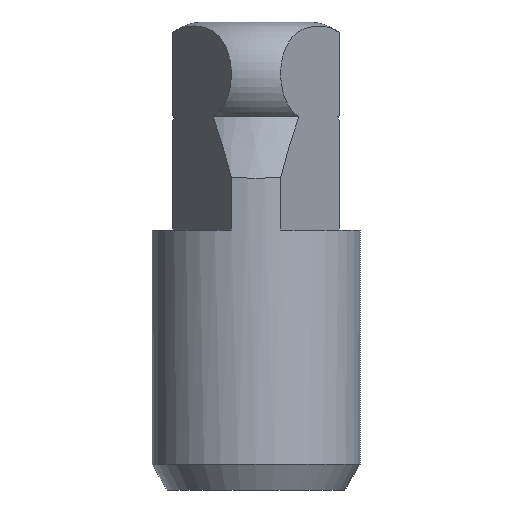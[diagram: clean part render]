
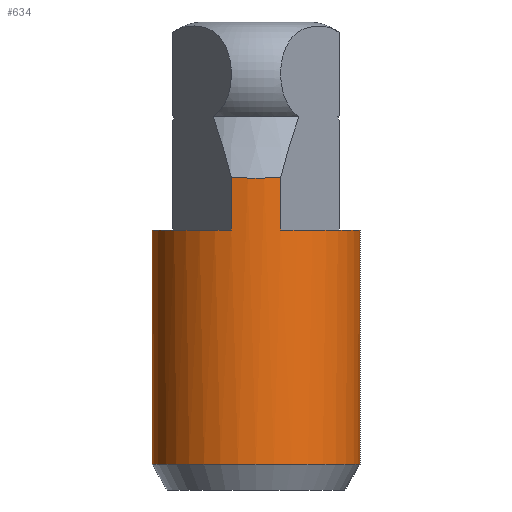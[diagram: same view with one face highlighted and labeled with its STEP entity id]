
A CAD part, left-side view. The second image highlights one B-rep face of the part: STEP entity #634.
In plain terms, the highlighted cylindrical face has radius 4 mm (diameter 8 mm), a partial arc.
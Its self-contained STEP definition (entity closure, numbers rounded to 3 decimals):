
#29 = ORIENTED_EDGE ( 'NONE', *, *, #396, .F. ) ;
#49 = CARTESIAN_POINT ( 'NONE',  ( -3.886, 0.95, 10. ) ) ;
#93 = CARTESIAN_POINT ( 'NONE',  ( -3.886, -0.95, 12. ) ) ;
#97 = VECTOR ( 'NONE', #302, 1000. ) ;
#101 = ORIENTED_EDGE ( 'NONE', *, *, #380, .T. ) ;
#108 = VERTEX_POINT ( 'NONE', #369 ) ;
#140 = DIRECTION ( 'NONE',  ( 0., 0., -1. ) ) ;
#150 = VECTOR ( 'NONE', #604, 1000. ) ;
#160 = CARTESIAN_POINT ( 'NONE',  ( 0., 4., 0. ) ) ;
#162 = EDGE_CURVE ( 'NONE', #108, #282, #320, .T. ) ;
#178 = CARTESIAN_POINT ( 'NONE',  ( 0., 0., 1. ) ) ;
#230 = CARTESIAN_POINT ( 'NONE',  ( 0., -4., 1. ) ) ;
#237 = EDGE_CURVE ( 'NONE', #509, #592, #680, .T. ) ;
#252 = DIRECTION ( 'NONE',  ( 0., 0., -1. ) ) ;
#268 = LINE ( 'NONE', #346, #568 ) ;
#276 = DIRECTION ( 'NONE',  ( 0., -1., 0. ) ) ;
#282 = VERTEX_POINT ( 'NONE', #904 ) ;
#302 = DIRECTION ( 'NONE',  ( 0., 0., -1. ) ) ;
#314 = ORIENTED_EDGE ( 'NONE', *, *, #237, .F. ) ;
#320 = CIRCLE ( 'NONE', #594, 4. ) ;
#325 = EDGE_CURVE ( 'NONE', #108, #683, #268, .T. ) ;
#328 = AXIS2_PLACEMENT_3D ( 'NONE', #711, #645, #276 ) ;
#331 = DIRECTION ( 'NONE',  ( 0., -1., 0. ) ) ;
#346 = CARTESIAN_POINT ( 'NONE',  ( -3.886, -0.95, 10. ) ) ;
#364 = LINE ( 'NONE', #805, #97 ) ;
#368 = DIRECTION ( 'NONE',  ( 0., 1., 0. ) ) ;
#369 = CARTESIAN_POINT ( 'NONE',  ( -3.886, -0.95, 10. ) ) ;
#380 = EDGE_CURVE ( 'NONE', #683, #383, #861, .T. ) ;
#383 = VERTEX_POINT ( 'NONE', #455 ) ;
#396 = EDGE_CURVE ( 'NONE', #621, #383, #906, .T. ) ;
#398 = CARTESIAN_POINT ( 'NONE',  ( -3.886, 0.95, 10. ) ) ;
#453 = EDGE_CURVE ( 'NONE', #282, #509, #364, .T. ) ;
#455 = CARTESIAN_POINT ( 'NONE',  ( -3.886, 0.95, 12. ) ) ;
#457 = AXIS2_PLACEMENT_3D ( 'NONE', #598, #140, #813 ) ;
#468 = DIRECTION ( 'NONE',  ( 0., 0., -1. ) ) ;
#482 = ORIENTED_EDGE ( 'NONE', *, *, #325, .T. ) ;
#489 = ORIENTED_EDGE ( 'NONE', *, *, #710, .T. ) ;
#494 = CYLINDRICAL_SURFACE ( 'NONE', #328, 4. ) ;
#509 = VERTEX_POINT ( 'NONE', #230 ) ;
#511 = DIRECTION ( 'NONE',  ( 0., 0., 1. ) ) ;
#546 = LINE ( 'NONE', #160, #914 ) ;
#568 = VECTOR ( 'NONE', #511, 1000. ) ;
#571 = ORIENTED_EDGE ( 'NONE', *, *, #162, .F. ) ;
#592 = VERTEX_POINT ( 'NONE', #595 ) ;
#594 = AXIS2_PLACEMENT_3D ( 'NONE', #758, #596, #599 ) ;
#595 = CARTESIAN_POINT ( 'NONE',  ( 0., 4., 1. ) ) ;
#596 = DIRECTION ( 'NONE',  ( 0., 0., 1. ) ) ;
#598 = CARTESIAN_POINT ( 'NONE',  ( 0., 0., 12. ) ) ;
#599 = DIRECTION ( 'NONE',  ( 0., 1., 0. ) ) ;
#604 = DIRECTION ( 'NONE',  ( 0., 0., 1. ) ) ;
#605 = ORIENTED_EDGE ( 'NONE', *, *, #453, .F. ) ;
#612 = CARTESIAN_POINT ( 'NONE',  ( 0., 4., 10. ) ) ;
#621 = VERTEX_POINT ( 'NONE', #49 ) ;
#634 = ADVANCED_FACE ( 'NONE', ( #692 ), #494, .T. ) ;
#645 = DIRECTION ( 'NONE',  ( 0., 0., -1. ) ) ;
#680 = CIRCLE ( 'NONE', #848, 4. ) ;
#683 = VERTEX_POINT ( 'NONE', #93 ) ;
#688 = ORIENTED_EDGE ( 'NONE', *, *, #727, .F. ) ;
#692 = FACE_OUTER_BOUND ( 'NONE', #839, .T. ) ;
#704 = VERTEX_POINT ( 'NONE', #612 ) ;
#710 = EDGE_CURVE ( 'NONE', #704, #592, #546, .T. ) ;
#711 = CARTESIAN_POINT ( 'NONE',  ( 0., 0., 0. ) ) ;
#724 = CARTESIAN_POINT ( 'NONE',  ( 0., 0., 10. ) ) ;
#727 = EDGE_CURVE ( 'NONE', #704, #621, #882, .T. ) ;
#754 = AXIS2_PLACEMENT_3D ( 'NONE', #724, #934, #368 ) ;
#758 = CARTESIAN_POINT ( 'NONE',  ( 0., 0., 10. ) ) ;
#805 = CARTESIAN_POINT ( 'NONE',  ( 0., -4., 0. ) ) ;
#813 = DIRECTION ( 'NONE',  ( 0., -1., 0. ) ) ;
#839 = EDGE_LOOP ( 'NONE', ( #688, #489, #314, #605, #571, #482, #101, #29 ) ) ;
#848 = AXIS2_PLACEMENT_3D ( 'NONE', #178, #252, #331 ) ;
#861 = CIRCLE ( 'NONE', #457, 4. ) ;
#882 = CIRCLE ( 'NONE', #754, 4. ) ;
#904 = CARTESIAN_POINT ( 'NONE',  ( 0., -4., 10. ) ) ;
#906 = LINE ( 'NONE', #398, #150 ) ;
#914 = VECTOR ( 'NONE', #468, 1000. ) ;
#934 = DIRECTION ( 'NONE',  ( 0., 0., 1. ) ) ;
